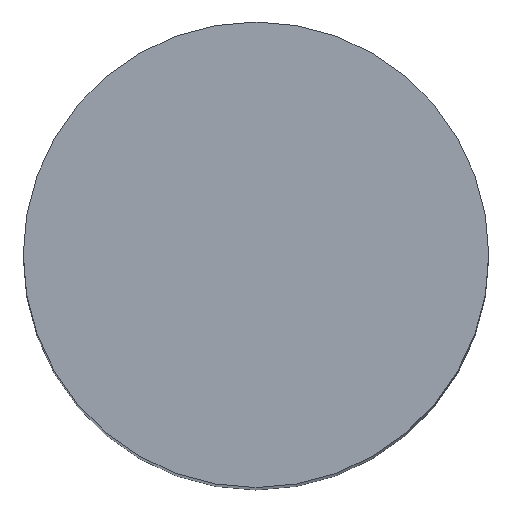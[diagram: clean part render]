
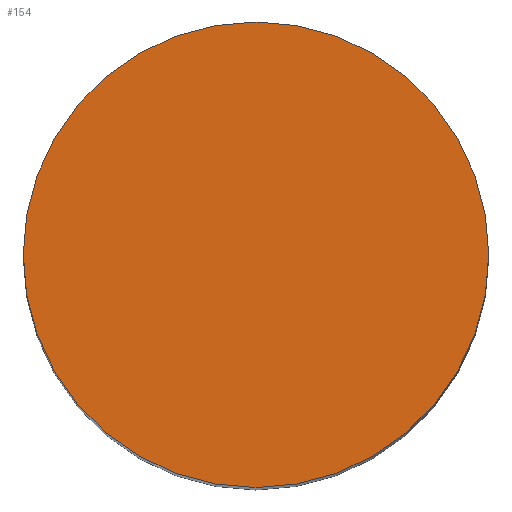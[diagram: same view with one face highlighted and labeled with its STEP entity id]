
A CAD part, top view. The second image highlights one B-rep face of the part: STEP entity #154.
In plain terms, the highlighted planar face has unit normal (0, 0, 1).
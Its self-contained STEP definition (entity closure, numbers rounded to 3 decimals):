
#122=EDGE_CURVE('240[2]',#285,#285,#286,.T.);
#154=ADVANCED_FACE('240[2]',(#328),#329,.T.);
#285=VERTEX_POINT('',#498);
#286=CIRCLE('',#499,30.0);
#328=FACE_OUTER_BOUND('',#558,.T.);
#329=PLANE('',#559);
#498=CARTESIAN_POINT('',(30.0,0.,0.0));
#499=AXIS2_PLACEMENT_3D('',#716,#717,#718);
#558=EDGE_LOOP('',(#760));
#559=AXIS2_PLACEMENT_3D('',#761,#762,#763);
#716=CARTESIAN_POINT('',(0.0,0.0,0.0));
#717=DIRECTION('',(0.0,0.0,-1.0));
#718=DIRECTION('',(0.0,1.0,0.0));
#760=ORIENTED_EDGE('',*,*,#122,.F.);
#761=CARTESIAN_POINT('',(5.314,29.526,0.0));
#762=DIRECTION('',(0.0,0.0,1.0));
#763=DIRECTION('',(-1.0,0.0,0.0));
